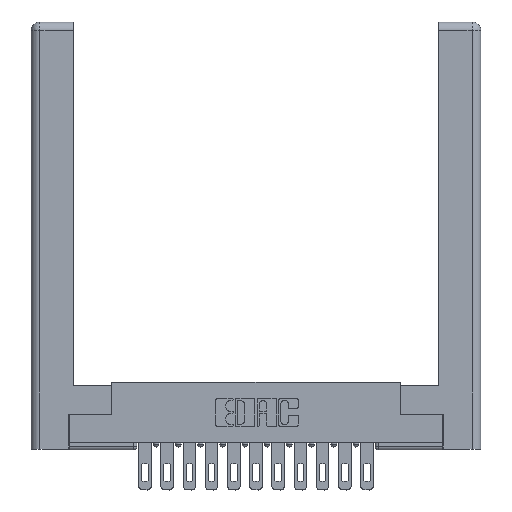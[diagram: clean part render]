
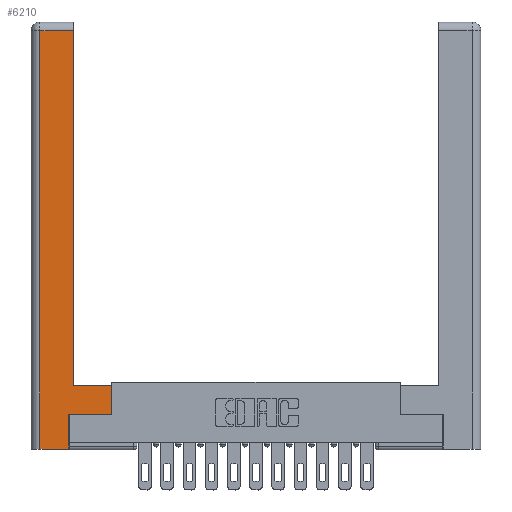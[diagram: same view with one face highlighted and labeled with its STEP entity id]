
A CAD part, top view. The second image highlights one B-rep face of the part: STEP entity #6210.
In plain terms, the highlighted planar face has unit normal (0, 0, 1).
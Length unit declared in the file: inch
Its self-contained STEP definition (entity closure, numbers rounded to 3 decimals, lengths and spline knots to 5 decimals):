
#72 = ORIENTED_EDGE ( 'NONE', *, *, #9289, .T. ) ;
#89 = EDGE_CURVE ( 'NONE', #3325, #9628, #14183, .T. ) ;
#214 = CARTESIAN_POINT ( 'NONE',  ( 0.0615, 0., 0. ) ) ;
#412 = DIRECTION ( 'NONE',  ( 1., 0., 0. ) ) ;
#1419 = CARTESIAN_POINT ( 'NONE',  ( 0.265, 0.245, 0. ) ) ;
#1700 = CARTESIAN_POINT ( 'NONE',  ( 0.265, 0.245, 0. ) ) ;
#1718 = VECTOR ( 'NONE', #14172, 39.37008 ) ;
#1921 = VERTEX_POINT ( 'NONE', #6471 ) ;
#2059 = CARTESIAN_POINT ( 'NONE',  ( 0.0615, 2.94, 0. ) ) ;
#2066 = CARTESIAN_POINT ( 'NONE',  ( 0.0615, 2.94, 0. ) ) ;
#2475 = EDGE_CURVE ( 'NONE', #10914, #8175, #15512, .T. ) ;
#3106 = EDGE_CURVE ( 'NONE', #8175, #5514, #9931, .T. ) ;
#3149 = EDGE_CURVE ( 'NONE', #9628, #3588, #15865, .T. ) ;
#3325 = VERTEX_POINT ( 'NONE', #4364 ) ;
#3384 = ORIENTED_EDGE ( 'NONE', *, *, #3149, .T. ) ;
#3588 = VERTEX_POINT ( 'NONE', #4769 ) ;
#3599 = ORIENTED_EDGE ( 'NONE', *, *, #9152, .T. ) ;
#3656 = DIRECTION ( 'NONE',  ( 1., 0., 0. ) ) ;
#4247 = LINE ( 'NONE', #9391, #10439 ) ;
#4334 = FACE_OUTER_BOUND ( 'NONE', #9024, .T. ) ;
#4364 = CARTESIAN_POINT ( 'NONE',  ( 0.265, 0., 0. ) ) ;
#4414 = DIRECTION ( 'NONE',  ( 0., 0., -1. ) ) ;
#4467 = LINE ( 'NONE', #13005, #12548 ) ;
#4694 = ORIENTED_EDGE ( 'NONE', *, *, #2475, .T. ) ;
#4769 = CARTESIAN_POINT ( 'NONE',  ( 0.565, 0.245, 0. ) ) ;
#5201 = CARTESIAN_POINT ( 'NONE',  ( 0.565, 0.45, 0. ) ) ;
#5413 = DIRECTION ( 'NONE',  ( 0., 1., 0. ) ) ;
#5514 = VERTEX_POINT ( 'NONE', #2066 ) ;
#5548 = VECTOR ( 'NONE', #13659, 39.37008 ) ;
#6210 = ADVANCED_FACE ( 'NONE', ( #4334 ), #11492, .F. ) ;
#6263 = CARTESIAN_POINT ( 'NONE',  ( 0.265, 0., 0. ) ) ;
#6471 = CARTESIAN_POINT ( 'NONE',  ( 0.565, 0.45, 0. ) ) ;
#6649 = ORIENTED_EDGE ( 'NONE', *, *, #3106, .T. ) ;
#7963 = CARTESIAN_POINT ( 'NONE',  ( 0., 0., 0. ) ) ;
#8150 = VECTOR ( 'NONE', #412, 39.37008 ) ;
#8175 = VERTEX_POINT ( 'NONE', #14454 ) ;
#8407 = EDGE_CURVE ( 'NONE', #3588, #1921, #11380, .T. ) ;
#8929 = LINE ( 'NONE', #6263, #8150 ) ;
#9024 = EDGE_LOOP ( 'NONE', ( #4694, #6649, #72, #3599, #13004, #3384, #14984, #13823 ) ) ;
#9106 = AXIS2_PLACEMENT_3D ( 'NONE', #7963, #4414, #9327 ) ;
#9152 = EDGE_CURVE ( 'NONE', #13866, #3325, #8929, .T. ) ;
#9289 = EDGE_CURVE ( 'NONE', #5514, #13866, #4247, .T. ) ;
#9327 = DIRECTION ( 'NONE',  ( -1., 0., 0. ) ) ;
#9391 = CARTESIAN_POINT ( 'NONE',  ( 0.0615, 0., 0. ) ) ;
#9477 = DIRECTION ( 'NONE',  ( -1., 0., 0. ) ) ;
#9628 = VERTEX_POINT ( 'NONE', #1419 ) ;
#9931 = LINE ( 'NONE', #2059, #14263 ) ;
#10085 = CARTESIAN_POINT ( 'NONE',  ( 0.295, 0.45, 0. ) ) ;
#10439 = VECTOR ( 'NONE', #14297, 39.37008 ) ;
#10914 = VERTEX_POINT ( 'NONE', #10085 ) ;
#11049 = CARTESIAN_POINT ( 'NONE',  ( 0.565, 0.245, 0. ) ) ;
#11380 = LINE ( 'NONE', #5201, #5548 ) ;
#11492 = PLANE ( 'NONE',  #9106 ) ;
#11708 = DIRECTION ( 'NONE',  ( -1., 0., 0. ) ) ;
#11803 = EDGE_CURVE ( 'NONE', #1921, #10914, #4467, .T. ) ;
#12018 = VECTOR ( 'NONE', #5413, 39.37008 ) ;
#12548 = VECTOR ( 'NONE', #11708, 39.37008 ) ;
#12953 = CARTESIAN_POINT ( 'NONE',  ( 0.295, 3., 0. ) ) ;
#13004 = ORIENTED_EDGE ( 'NONE', *, *, #89, .T. ) ;
#13005 = CARTESIAN_POINT ( 'NONE',  ( 0.295, 0.45, 0. ) ) ;
#13659 = DIRECTION ( 'NONE',  ( 0., 1., 0. ) ) ;
#13823 = ORIENTED_EDGE ( 'NONE', *, *, #11803, .T. ) ;
#13866 = VERTEX_POINT ( 'NONE', #214 ) ;
#14172 = DIRECTION ( 'NONE',  ( 0., 1., 0. ) ) ;
#14183 = LINE ( 'NONE', #1700, #12018 ) ;
#14263 = VECTOR ( 'NONE', #9477, 39.37008 ) ;
#14297 = DIRECTION ( 'NONE',  ( 0., -1., 0. ) ) ;
#14454 = CARTESIAN_POINT ( 'NONE',  ( 0.295, 2.94, 0. ) ) ;
#14984 = ORIENTED_EDGE ( 'NONE', *, *, #8407, .T. ) ;
#15032 = VECTOR ( 'NONE', #3656, 39.37008 ) ;
#15512 = LINE ( 'NONE', #12953, #1718 ) ;
#15865 = LINE ( 'NONE', #11049, #15032 ) ;
